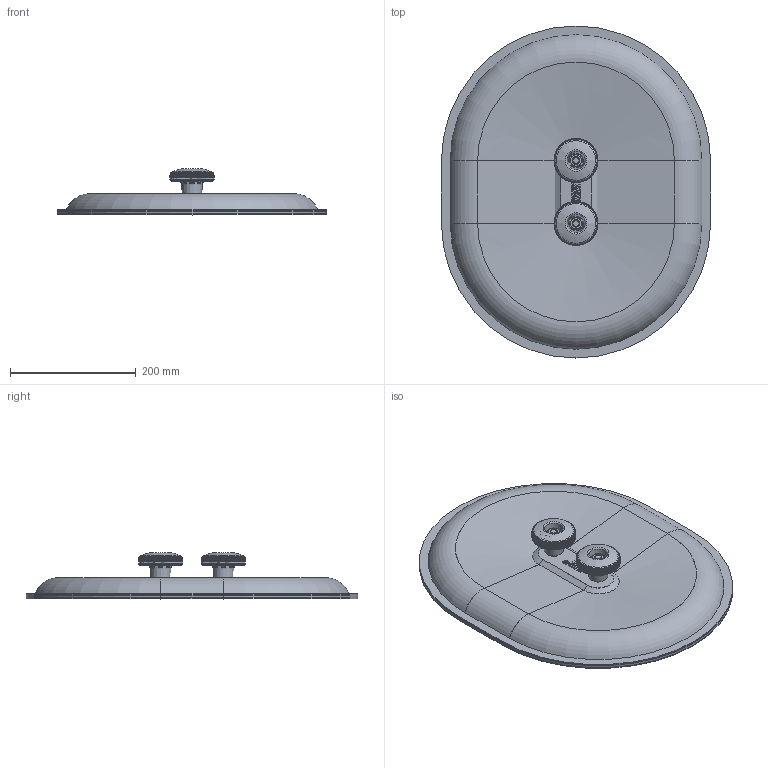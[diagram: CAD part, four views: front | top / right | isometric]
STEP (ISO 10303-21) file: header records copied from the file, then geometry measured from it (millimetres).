
FILE_DESCRIPTION(/* description */ (''),/* implementation_level */ '2;1');
FILE_NAME(/* name */ 'Metu_System_RD_54_PE.stp',/* time_stamp */ '2012-04-23T13:51:06+02:00',/* author */ (''),/* organization */ (''),/* preprocessor_version */ 'ST-DEVELOPER v11',/* originating_system */ 'SIEMENS UGS NX 6.0',/* authorisation */ '');
FILE_SCHEMA (('CONFIG_CONTROL_DESIGN'));
Length unit declared in the file: millimetre
Products named in the file (1): perl2843xjfc
Bounding box: 428 x 528 x 73.31 mm (x, y, z)
Volume: 658171.6 mm3; surface area: 913982.6 mm2
Topology: 9 solids, 9 shells, 2426 faces, 5373 edges, 2924 vertices
Faces by surface type: cone 1028, plane 695, cylinder 320, bspline 210, torus 88, sphere 68, extrusion 17
Full cylindrical faces by diameter (mm): 2.958 x1, 3.198 x1, 10.106 x2, 10.2 x2, 11.75 x2, 13 x2, 16 x2, 18.4 x2, 30 x2
Entity records: 72328 total; most frequent: CARTESIAN_POINT 23121, ORIENTED_EDGE 10438, DIRECTION 9731, EDGE_CURVE 5219, AXIS2_PLACEMENT_3D 3790, VERTEX_POINT 2876, EDGE_LOOP 2509, ADVANCED_FACE 2426
